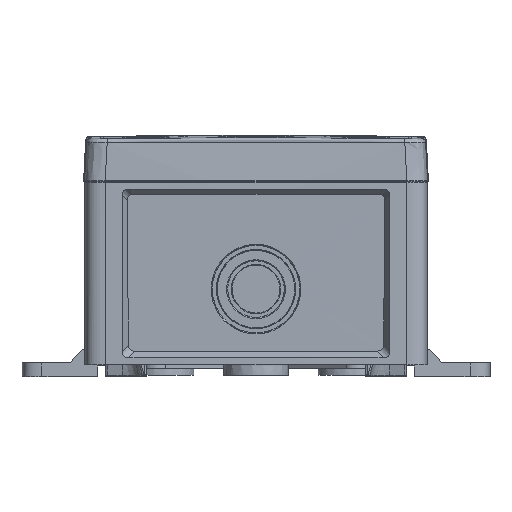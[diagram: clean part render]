
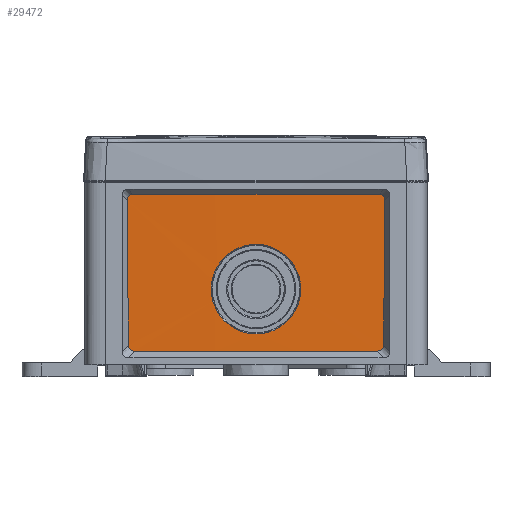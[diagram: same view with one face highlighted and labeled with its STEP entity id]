
A CAD part, top view. The second image highlights one B-rep face of the part: STEP entity #29472.
In plain terms, the highlighted conical face has half-angle 1 degrees and reference radius 3482.99 mm.
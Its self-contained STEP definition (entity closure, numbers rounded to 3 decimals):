
#7094=B_SPLINE_CURVE_WITH_KNOTS('',3,(#60224,#60225,#60226,#60227),
 .UNSPECIFIED.,.F.,.F.,(4,4),(0.,1.),.UNSPECIFIED.);
#7097=B_SPLINE_CURVE_WITH_KNOTS('',3,(#60280,#60281,#60282,#60283,#60284),
 .UNSPECIFIED.,.F.,.F.,(4,1,4),(0.,0.001,
0.003),.UNSPECIFIED.);
#7098=B_SPLINE_CURVE_WITH_KNOTS('',3,(#60286,#60287,#60288,#60289,#60290),
 .UNSPECIFIED.,.F.,.F.,(4,1,4),(0.,0.001,0.003),
 .UNSPECIFIED.);
#7099=B_SPLINE_CURVE_WITH_KNOTS('',3,(#60294,#60295,#60296,#60297,#60298),
 .UNSPECIFIED.,.F.,.F.,(4,1,4),(0.,0.001,
0.003),.UNSPECIFIED.);
#7100=B_SPLINE_CURVE_WITH_KNOTS('',3,(#60300,#60301,#60302,#60303),
 .UNSPECIFIED.,.F.,.F.,(4,4),(0.,1.),.UNSPECIFIED.);
#7101=B_SPLINE_CURVE_WITH_KNOTS('',3,(#60305,#60306,#60307,#60308,#60309),
 .UNSPECIFIED.,.F.,.F.,(4,1,4),(0.,0.001,
0.003),.UNSPECIFIED.);
#7102=B_SPLINE_CURVE_WITH_KNOTS('',3,(#60312,#60313,#60314,#60315,#60316,
#60317,#60318,#60319,#60320,#60321,#60322,#60323,#60324,#60325,#60326,#60327,
#60328,#60329,#60330,#60331,#60332,#60333,#60334),.UNSPECIFIED.,.F.,.F.,
(4,1,1,1,1,1,1,1,1,1,1,1,1,1,1,1,1,1,1,1,4),(0.,0.05,0.1,
0.15,0.2,0.25,0.3,0.35,
0.4,0.45,0.5,0.55,0.6,
0.65,0.7,0.75,0.8,0.85,
0.9,0.95,1.),.UNSPECIFIED.);
#7103=B_SPLINE_CURVE_WITH_KNOTS('',3,(#60337,#60338,#60339,#60340,#60341,
#60342,#60343,#60344,#60345,#60346,#60347,#60348,#60349,#60350,#60351,#60352,
#60353,#60354,#60355,#60356,#60357,#60358,#60359),.UNSPECIFIED.,.F.,.F.,
(4,1,1,1,1,1,1,1,1,1,1,1,1,1,1,1,1,1,1,1,4),(0.,0.05,0.1,
0.15,0.2,0.25,0.3,0.35,
0.4,0.45,0.5,0.55,0.6,
0.65,0.7,0.75,0.8,0.85,
0.9,0.95,1.),.UNSPECIFIED.);
#15012=ORIENTED_EDGE('',*,*,#19701,.F.);
#15013=ORIENTED_EDGE('',*,*,#19705,.T.);
#15014=ORIENTED_EDGE('',*,*,#19706,.T.);
#15015=ORIENTED_EDGE('',*,*,#19707,.T.);
#15016=ORIENTED_EDGE('',*,*,#19708,.T.);
#15017=ORIENTED_EDGE('',*,*,#19709,.T.);
#15018=ORIENTED_EDGE('',*,*,#19710,.T.);
#15019=ORIENTED_EDGE('',*,*,#19704,.T.);
#15020=ORIENTED_EDGE('',*,*,#19711,.T.);
#15021=ORIENTED_EDGE('',*,*,#19712,.T.);
#19701=EDGE_CURVE('',#22631,#22632,#7094,.T.);
#19704=EDGE_CURVE('',#22633,#22632,#7097,.T.);
#19705=EDGE_CURVE('',#22631,#22634,#7098,.T.);
#19706=EDGE_CURVE('',#22634,#22635,#23888,.T.);
#19707=EDGE_CURVE('',#22635,#22636,#7099,.T.);
#19708=EDGE_CURVE('',#22636,#22637,#7100,.T.);
#19709=EDGE_CURVE('',#22637,#22638,#7101,.T.);
#19710=EDGE_CURVE('',#22638,#22633,#23889,.T.);
#19711=EDGE_CURVE('',#22639,#22640,#7102,.T.);
#19712=EDGE_CURVE('',#22640,#22639,#7103,.T.);
#22631=VERTEX_POINT('',#60223);
#22632=VERTEX_POINT('',#60228);
#22633=VERTEX_POINT('',#60279);
#22634=VERTEX_POINT('',#60291);
#22635=VERTEX_POINT('',#60293);
#22636=VERTEX_POINT('',#60299);
#22637=VERTEX_POINT('',#60304);
#22638=VERTEX_POINT('',#60310);
#22639=VERTEX_POINT('',#60335);
#22640=VERTEX_POINT('',#60336);
#23888=CIRCLE('',#32242,3482.593);
#23889=CIRCLE('',#32243,3483.387);
#25610=EDGE_LOOP('',(#15012,#15013,#15014,#15015,#15016,#15017,#15018,#15019));
#25611=EDGE_LOOP('',(#15020,#15021));
#27489=FACE_BOUND('',#25610,.T.);
#27490=FACE_BOUND('',#25611,.T.);
#27947=CONICAL_SURFACE('',#32241,3482.99,0.017);
#29472=ADVANCED_FACE('',(#27489,#27490),#27947,.T.);
#32241=AXIS2_PLACEMENT_3D('',#60285,#39858,#39859);
#32242=AXIS2_PLACEMENT_3D('',#60292,#39860,#39861);
#32243=AXIS2_PLACEMENT_3D('',#60311,#39862,#39863);
#39858=DIRECTION('',(0.,1.,0.));
#39859=DIRECTION('',(1.,0.,0.));
#39860=DIRECTION('',(0.,1.,0.));
#39861=DIRECTION('',(-0.01,0.,1.));
#39862=DIRECTION('',(0.,-1.,0.));
#39863=DIRECTION('',(0.01,0.,1.));
#60223=CARTESIAN_POINT('',(-37.061,8.684,46.538));
#60224=CARTESIAN_POINT('',(-37.061,8.684,46.538));
#60225=CARTESIAN_POINT('',(-37.202,22.703,46.781));
#60226=CARTESIAN_POINT('',(-37.342,36.721,47.024));
#60227=CARTESIAN_POINT('',(-37.482,50.74,47.268));
#60228=CARTESIAN_POINT('',(-37.482,50.74,47.268));
#60279=CARTESIAN_POINT('',(-35.768,52.5,47.316));
#60280=CARTESIAN_POINT('',(-35.768,52.5,47.316));
#60281=CARTESIAN_POINT('',(-36.232,52.5,47.312));
#60282=CARTESIAN_POINT('',(-37.171,52.156,47.296));
#60283=CARTESIAN_POINT('',(-37.487,51.203,47.276));
#60284=CARTESIAN_POINT('',(-37.482,50.74,47.268));
#60285=CARTESIAN_POINT('',(0.,29.729,-3435.887));
#60286=CARTESIAN_POINT('',(-37.061,8.684,46.538));
#60287=CARTESIAN_POINT('',(-37.056,8.222,46.53));
#60288=CARTESIAN_POINT('',(-36.714,7.291,46.517));
#60289=CARTESIAN_POINT('',(-35.774,6.959,46.521));
#60290=CARTESIAN_POINT('',(-35.312,6.959,46.526));
#60291=CARTESIAN_POINT('',(-35.312,6.959,46.526));
#60292=CARTESIAN_POINT('',(0.,6.959,-3435.887));
#60293=CARTESIAN_POINT('',(35.312,6.959,46.526));
#60294=CARTESIAN_POINT('',(35.312,6.959,46.526));
#60295=CARTESIAN_POINT('',(35.774,6.959,46.521));
#60296=CARTESIAN_POINT('',(36.71,7.287,46.517));
#60297=CARTESIAN_POINT('',(37.056,8.222,46.53));
#60298=CARTESIAN_POINT('',(37.061,8.684,46.538));
#60299=CARTESIAN_POINT('',(37.061,8.684,46.538));
#60300=CARTESIAN_POINT('',(37.061,8.684,46.538));
#60301=CARTESIAN_POINT('',(37.202,22.703,46.781));
#60302=CARTESIAN_POINT('',(37.342,36.721,47.024));
#60303=CARTESIAN_POINT('',(37.482,50.74,47.268));
#60304=CARTESIAN_POINT('',(37.482,50.74,47.268));
#60305=CARTESIAN_POINT('',(37.482,50.74,47.268));
#60306=CARTESIAN_POINT('',(37.487,51.203,47.276));
#60307=CARTESIAN_POINT('',(37.176,52.151,47.296));
#60308=CARTESIAN_POINT('',(36.232,52.5,47.312));
#60309=CARTESIAN_POINT('',(35.768,52.5,47.316));
#60310=CARTESIAN_POINT('',(35.768,52.5,47.316));
#60311=CARTESIAN_POINT('',(0.,52.5,-3435.887));
#60312=CARTESIAN_POINT('',(0.,11.934,46.792));
#60313=CARTESIAN_POINT('',(-0.677,11.933,46.792));
#60314=CARTESIAN_POINT('',(-2.039,12.041,46.793));
#60315=CARTESIAN_POINT('',(-4.039,12.52,46.8));
#60316=CARTESIAN_POINT('',(-5.933,13.305,46.811));
#60317=CARTESIAN_POINT('',(-7.684,14.377,46.826));
#60318=CARTESIAN_POINT('',(-9.244,15.71,46.846));
#60319=CARTESIAN_POINT('',(-10.577,17.271,46.869));
#60320=CARTESIAN_POINT('',(-11.648,19.021,46.896));
#60321=CARTESIAN_POINT('',(-12.433,20.917,46.927));
#60322=CARTESIAN_POINT('',(-12.911,22.913,46.96));
#60323=CARTESIAN_POINT('',(-13.071,24.958,46.995));
#60324=CARTESIAN_POINT('',(-12.908,27.004,47.031));
#60325=CARTESIAN_POINT('',(-12.427,28.998,47.068));
#60326=CARTESIAN_POINT('',(-11.64,30.893,47.103));
#60327=CARTESIAN_POINT('',(-10.565,32.642,47.137));
#60328=CARTESIAN_POINT('',(-9.231,34.2,47.168));
#60329=CARTESIAN_POINT('',(-7.667,35.531,47.196));
#60330=CARTESIAN_POINT('',(-5.918,36.6,47.218));
#60331=CARTESIAN_POINT('',(-4.016,37.384,47.234));
#60332=CARTESIAN_POINT('',(-2.018,37.858,47.244));
#60333=CARTESIAN_POINT('',(-0.668,37.963,47.246));
#60334=CARTESIAN_POINT('',(0.,37.962,47.246));
#60335=CARTESIAN_POINT('',(0.,11.934,46.792));
#60336=CARTESIAN_POINT('',(0.,37.962,47.246));
#60337=CARTESIAN_POINT('',(0.,37.962,47.246));
#60338=CARTESIAN_POINT('',(0.677,37.963,47.246));
#60339=CARTESIAN_POINT('',(2.039,37.855,47.244));
#60340=CARTESIAN_POINT('',(4.039,37.376,47.234));
#60341=CARTESIAN_POINT('',(5.933,36.591,47.217));
#60342=CARTESIAN_POINT('',(7.684,35.519,47.195));
#60343=CARTESIAN_POINT('',(9.245,34.186,47.168));
#60344=CARTESIAN_POINT('',(10.577,32.625,47.137));
#60345=CARTESIAN_POINT('',(11.649,30.875,47.103));
#60346=CARTESIAN_POINT('',(12.433,28.979,47.067));
#60347=CARTESIAN_POINT('',(12.911,26.984,47.031));
#60348=CARTESIAN_POINT('',(13.071,24.938,46.994));
#60349=CARTESIAN_POINT('',(12.908,22.892,46.959));
#60350=CARTESIAN_POINT('',(12.427,20.898,46.926));
#60351=CARTESIAN_POINT('',(11.639,19.003,46.896));
#60352=CARTESIAN_POINT('',(10.565,17.254,46.869));
#60353=CARTESIAN_POINT('',(9.23,15.696,46.845));
#60354=CARTESIAN_POINT('',(7.667,14.365,46.826));
#60355=CARTESIAN_POINT('',(5.918,13.297,46.811));
#60356=CARTESIAN_POINT('',(4.016,12.512,46.8));
#60357=CARTESIAN_POINT('',(2.018,12.038,46.793));
#60358=CARTESIAN_POINT('',(0.668,11.933,46.792));
#60359=CARTESIAN_POINT('',(0.,11.934,46.792));
